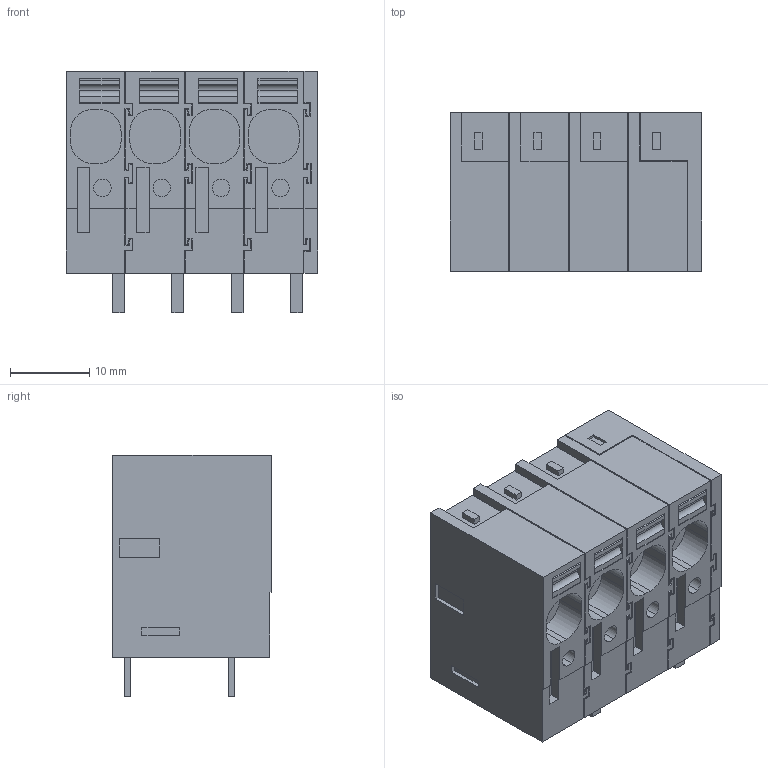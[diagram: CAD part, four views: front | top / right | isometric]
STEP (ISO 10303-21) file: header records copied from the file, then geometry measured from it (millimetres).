
FILE_DESCRIPTION(('CATIA V5 STEP Exchange','CAx-IF Rec.Pracs.--- Model Styling and Organization---1.4--- 2014-01-23'),'2;1');
FILE_NAME ('D1462725_2_2473020000_2473020000.stp','2022-09-22T07:01:58+00:00',('none'),('Weidmueller'),'CATIA Version 5-6 Release 2016 SP3 HF44','CATIA V5 STEP AP214','none');
FILE_SCHEMA(('AUTOMOTIVE_DESIGN { 1 0 10303 214 1 1 1 1 }'));
Length unit declared in the file: millimetre
Products named in the file (1): 2473020000
Bounding box: 31.8 x 20.05 x 30.56 mm (x, y, z)
Volume: 14186.9 mm3; surface area: 6222.6 mm2
Topology: 9 solids, 9 shells, 675 faces, 1902 edges, 1276 vertices
Faces by surface type: plane 639, cylinder 36
Entity records: 20725 total; most frequent: ORIENTED_EDGE 3804, CARTESIAN_POINT 3590, DIRECTION 2718, EDGE_CURVE 1902, VECTOR 1828, LINE 1828, VERTEX_POINT 1276, EDGE_LOOP 708
